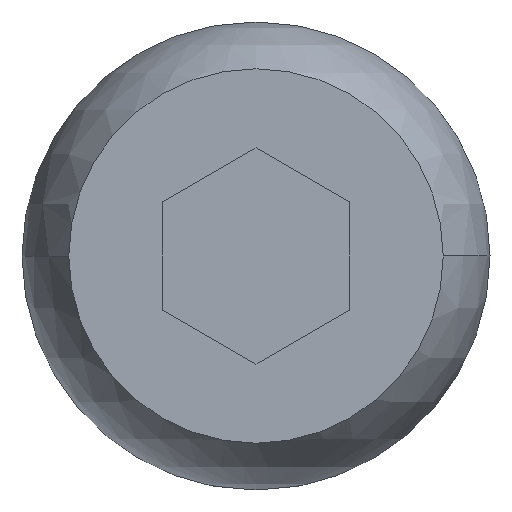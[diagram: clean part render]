
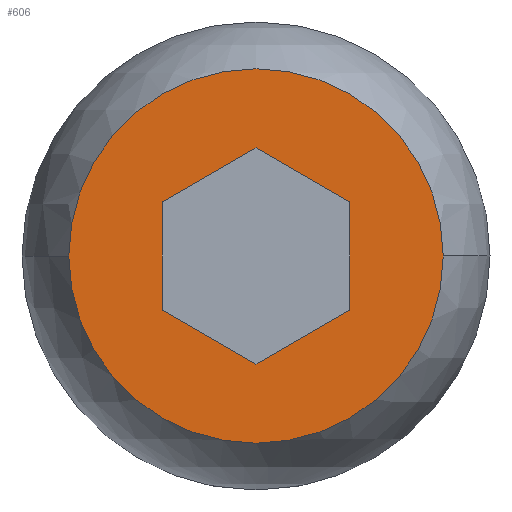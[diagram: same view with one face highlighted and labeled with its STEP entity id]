
A CAD part, left-side view. The second image highlights one B-rep face of the part: STEP entity #606.
In plain terms, the highlighted planar face has unit normal (-1, 0, 0).
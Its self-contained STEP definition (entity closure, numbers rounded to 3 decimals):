
#15 = DIRECTION ( 'NONE',  ( 0., 1., 0. ) ) ;
#43 = CARTESIAN_POINT ( 'NONE',  ( 0., 0., 2.309 ) ) ;
#46 = EDGE_LOOP ( 'NONE', ( #458, #222, #192, #654, #416, #515 ) ) ;
#51 = EDGE_LOOP ( 'NONE', ( #449, #133 ) ) ;
#62 = VECTOR ( 'NONE', #554, 1000. ) ;
#75 = LINE ( 'NONE', #336, #76 ) ;
#76 = VECTOR ( 'NONE', #484, 1000. ) ;
#83 = CARTESIAN_POINT ( 'NONE',  ( 0., 0., 2.309 ) ) ;
#94 = FACE_OUTER_BOUND ( 'NONE', #51, .T. ) ;
#104 = EDGE_CURVE ( 'NONE', #651, #276, #164, .T. ) ;
#118 = LINE ( 'NONE', #169, #157 ) ;
#123 = CARTESIAN_POINT ( 'NONE',  ( 0., -2., -1.155 ) ) ;
#133 = ORIENTED_EDGE ( 'NONE', *, *, #104, .F. ) ;
#136 = AXIS2_PLACEMENT_3D ( 'NONE', #302, #408, #607 ) ;
#137 = CARTESIAN_POINT ( 'NONE',  ( 0., -2., 1.155 ) ) ;
#146 = DIRECTION ( 'NONE',  ( 0., 0.866, -0.5 ) ) ;
#150 = CARTESIAN_POINT ( 'NONE',  ( 0., 4., 0. ) ) ;
#153 = EDGE_CURVE ( 'NONE', #276, #651, #308, .T. ) ;
#157 = VECTOR ( 'NONE', #340, 1000. ) ;
#159 = EDGE_CURVE ( 'NONE', #464, #422, #243, .T. ) ;
#164 = CIRCLE ( 'NONE', #402, 4. ) ;
#167 = CARTESIAN_POINT ( 'NONE',  ( 0., 2., 1.155 ) ) ;
#169 = CARTESIAN_POINT ( 'NONE',  ( 0., 2., -1.155 ) ) ;
#182 = VERTEX_POINT ( 'NONE', #196 ) ;
#192 = ORIENTED_EDGE ( 'NONE', *, *, #426, .F. ) ;
#195 = LINE ( 'NONE', #43, #367 ) ;
#196 = CARTESIAN_POINT ( 'NONE',  ( 0., 2., -1.155 ) ) ;
#222 = ORIENTED_EDGE ( 'NONE', *, *, #372, .F. ) ;
#225 = CARTESIAN_POINT ( 'NONE',  ( 0., -2., -1.155 ) ) ;
#243 = LINE ( 'NONE', #388, #62 ) ;
#263 = VERTEX_POINT ( 'NONE', #137 ) ;
#276 = VERTEX_POINT ( 'NONE', #150 ) ;
#282 = CARTESIAN_POINT ( 'NONE',  ( 0., 0., 0. ) ) ;
#290 = DIRECTION ( 'NONE',  ( 1., 0., 0. ) ) ;
#302 = CARTESIAN_POINT ( 'NONE',  ( 0., 0., 0. ) ) ;
#308 = CIRCLE ( 'NONE', #467, 4. ) ;
#336 = CARTESIAN_POINT ( 'NONE',  ( 0., -2., 1.155 ) ) ;
#340 = DIRECTION ( 'NONE',  ( 0., -0.866, -0.5 ) ) ;
#367 = VECTOR ( 'NONE', #146, 1000. ) ;
#372 = EDGE_CURVE ( 'NONE', #263, #443, #75, .T. ) ;
#377 = CARTESIAN_POINT ( 'NONE',  ( 0., 0., -2.309 ) ) ;
#383 = CARTESIAN_POINT ( 'NONE',  ( 0., 2., 1.155 ) ) ;
#388 = CARTESIAN_POINT ( 'NONE',  ( 0., 0., -2.309 ) ) ;
#402 = AXIS2_PLACEMENT_3D ( 'NONE', #282, #478, #15 ) ;
#408 = DIRECTION ( 'NONE',  ( -1., 0., 0. ) ) ;
#412 = VECTOR ( 'NONE', #626, 1000. ) ;
#416 = ORIENTED_EDGE ( 'NONE', *, *, #417, .F. ) ;
#417 = EDGE_CURVE ( 'NONE', #182, #464, #118, .T. ) ;
#422 = VERTEX_POINT ( 'NONE', #123 ) ;
#426 = EDGE_CURVE ( 'NONE', #422, #263, #586, .T. ) ;
#443 = VERTEX_POINT ( 'NONE', #83 ) ;
#449 = ORIENTED_EDGE ( 'NONE', *, *, #153, .F. ) ;
#458 = ORIENTED_EDGE ( 'NONE', *, *, #632, .F. ) ;
#464 = VERTEX_POINT ( 'NONE', #377 ) ;
#467 = AXIS2_PLACEMENT_3D ( 'NONE', #656, #290, #486 ) ;
#478 = DIRECTION ( 'NONE',  ( 1., 0., 0. ) ) ;
#484 = DIRECTION ( 'NONE',  ( 0., 0.866, 0.5 ) ) ;
#486 = DIRECTION ( 'NONE',  ( 0., 1., 0. ) ) ;
#492 = EDGE_CURVE ( 'NONE', #547, #182, #624, .T. ) ;
#515 = ORIENTED_EDGE ( 'NONE', *, *, #492, .F. ) ;
#542 = DIRECTION ( 'NONE',  ( 0., 0., -1. ) ) ;
#547 = VERTEX_POINT ( 'NONE', #383 ) ;
#553 = VECTOR ( 'NONE', #542, 1000. ) ;
#554 = DIRECTION ( 'NONE',  ( 0., -0.866, 0.5 ) ) ;
#575 = CARTESIAN_POINT ( 'NONE',  ( 0., -4., 0. ) ) ;
#586 = LINE ( 'NONE', #225, #412 ) ;
#606 = ADVANCED_FACE ( 'NONE', ( #665, #94 ), #663, .T. ) ;
#607 = DIRECTION ( 'NONE',  ( 0., -1., 0. ) ) ;
#624 = LINE ( 'NONE', #167, #553 ) ;
#626 = DIRECTION ( 'NONE',  ( 0., 0., 1. ) ) ;
#632 = EDGE_CURVE ( 'NONE', #443, #547, #195, .T. ) ;
#651 = VERTEX_POINT ( 'NONE', #575 ) ;
#654 = ORIENTED_EDGE ( 'NONE', *, *, #159, .F. ) ;
#656 = CARTESIAN_POINT ( 'NONE',  ( 0., 0., 0. ) ) ;
#663 = PLANE ( 'NONE',  #136 ) ;
#665 = FACE_BOUND ( 'NONE', #46, .T. ) ;
